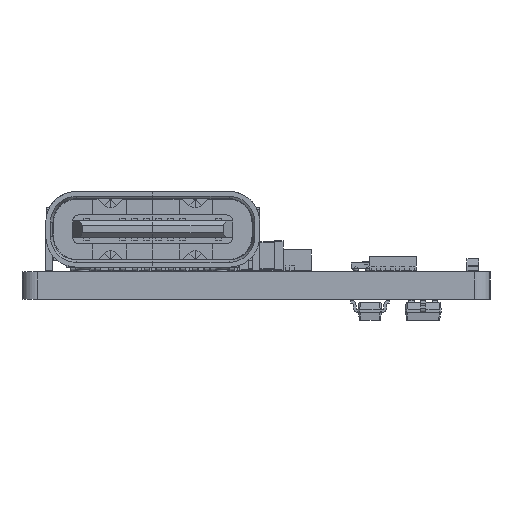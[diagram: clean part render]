
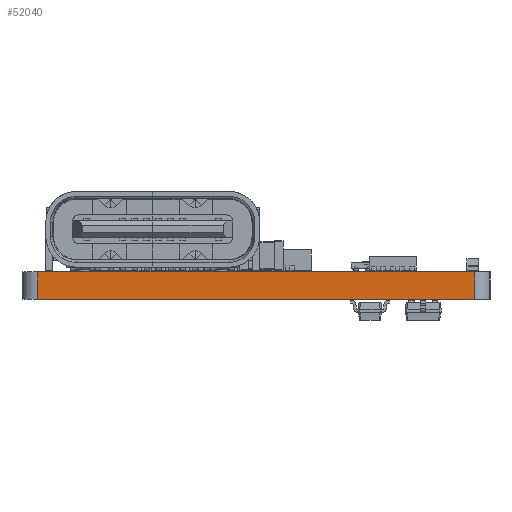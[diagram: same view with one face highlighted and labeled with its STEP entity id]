
A CAD part, left-side view. The second image highlights one B-rep face of the part: STEP entity #52040.
In plain terms, the highlighted planar face has unit normal (-1, 0, 0).
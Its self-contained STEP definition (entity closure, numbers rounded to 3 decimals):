
#50569 = VERTEX_POINT('',#50570);
#50570 = CARTESIAN_POINT('',(0.459,18.919,0.));
#50577 = EDGE_CURVE('',#50578,#50569,#50580,.T.);
#50578 = VERTEX_POINT('',#50579);
#50579 = CARTESIAN_POINT('',(0.459,0.631,0.));
#50580 = LINE('',#50581,#50582);
#50581 = CARTESIAN_POINT('',(0.459,0.631,0.));
#50582 = VECTOR('',#50583,1.);
#50583 = DIRECTION('',(0.,1.,0.));
#51291 = VERTEX_POINT('',#51292);
#51292 = CARTESIAN_POINT('',(0.459,18.919,1.138));
#51299 = EDGE_CURVE('',#51300,#51291,#51302,.T.);
#51300 = VERTEX_POINT('',#51301);
#51301 = CARTESIAN_POINT('',(0.459,0.631,1.138));
#51302 = LINE('',#51303,#51304);
#51303 = CARTESIAN_POINT('',(0.459,0.631,1.138));
#51304 = VECTOR('',#51305,1.);
#51305 = DIRECTION('',(0.,1.,0.));
#52010 = EDGE_CURVE('',#50569,#51291,#52011,.T.);
#52011 = LINE('',#52012,#52013);
#52012 = CARTESIAN_POINT('',(0.459,18.919,0.));
#52013 = VECTOR('',#52014,1.);
#52014 = DIRECTION('',(0.,0.,1.));
#52040 = ADVANCED_FACE('',(#52041),#52052,.T.);
#52041 = FACE_BOUND('',#52042,.T.);
#52042 = EDGE_LOOP('',(#52043,#52049,#52050,#52051));
#52043 = ORIENTED_EDGE('',*,*,#52044,.T.);
#52044 = EDGE_CURVE('',#50578,#51300,#52045,.T.);
#52045 = LINE('',#52046,#52047);
#52046 = CARTESIAN_POINT('',(0.459,0.631,0.));
#52047 = VECTOR('',#52048,1.);
#52048 = DIRECTION('',(0.,0.,1.));
#52049 = ORIENTED_EDGE('',*,*,#51299,.T.);
#52050 = ORIENTED_EDGE('',*,*,#52010,.F.);
#52051 = ORIENTED_EDGE('',*,*,#50577,.F.);
#52052 = PLANE('',#52053);
#52053 = AXIS2_PLACEMENT_3D('',#52054,#52055,#52056);
#52054 = CARTESIAN_POINT('',(0.459,0.631,0.));
#52055 = DIRECTION('',(-1.,0.,0.));
#52056 = DIRECTION('',(0.,1.,0.));
